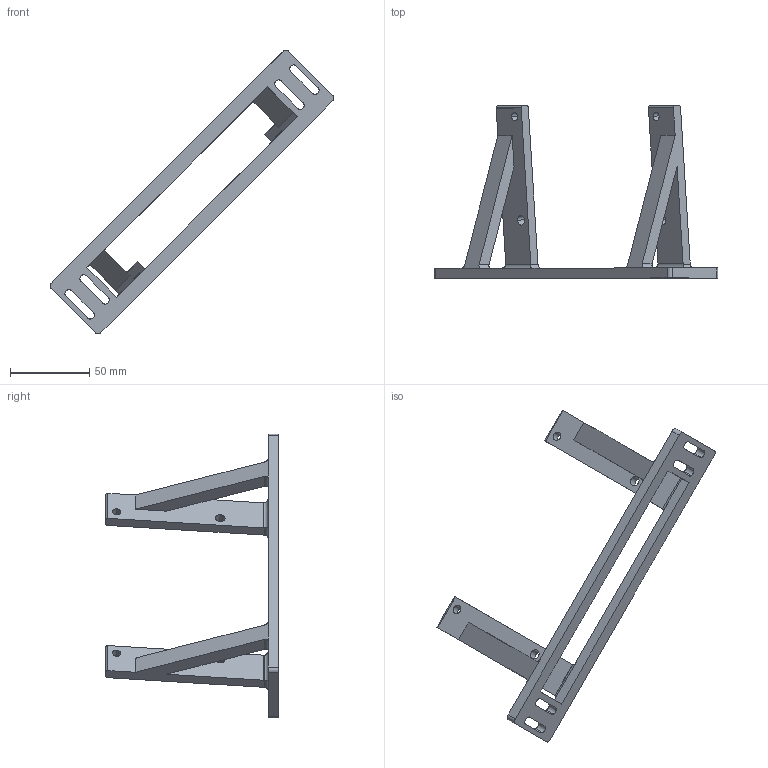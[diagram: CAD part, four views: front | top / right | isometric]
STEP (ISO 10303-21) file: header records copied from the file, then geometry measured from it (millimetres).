
FILE_DESCRIPTION (( 'STEP AP203' ), '1' );
FILE_NAME ('05_stand.STEP', '2017-05-15T01:21:13', ( '' ), ( '' ), 'SwSTEP 2.0', 'SolidWorks 2016', '' );
FILE_SCHEMA (( 'CONFIG_CONTROL_DESIGN' ));
Length unit declared in the file: inch
Products named in the file (1): 05_stand
Bounding box: 179.19 x 108.87 x 179.2 mm (x, y, z)
Volume: 74787.3 mm3; surface area: 34069.1 mm2
Topology: 1 solids, 1 shells, 77 faces, 230 edges, 150 vertices
Faces by surface type: cylinder 42, plane 35
Entity records: 2747 total; most frequent: CARTESIAN_POINT 540, ORIENTED_EDGE 460, DIRECTION 436, EDGE_CURVE 230, VERTEX_POINT 150, AXIS2_PLACEMENT_3D 146, VECTOR 144, LINE 144
